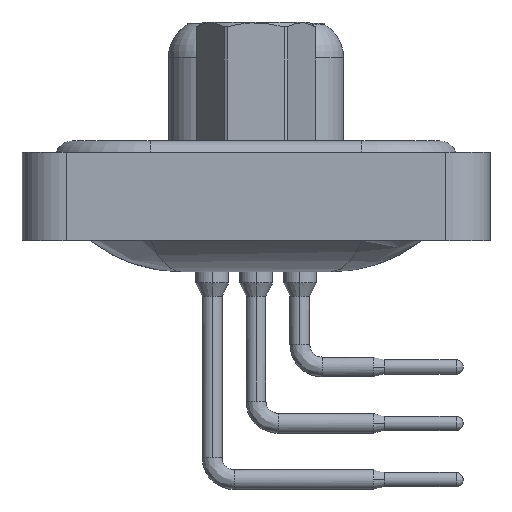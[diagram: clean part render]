
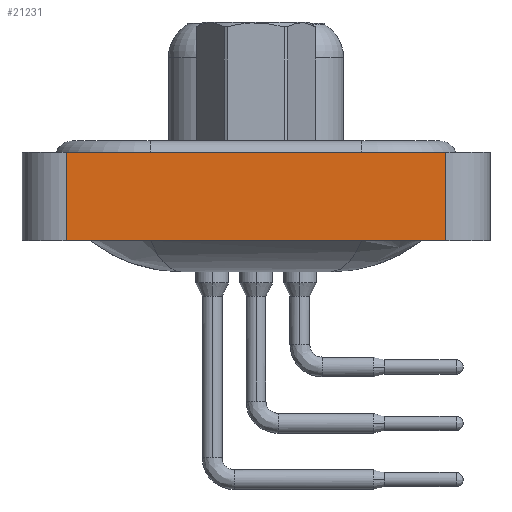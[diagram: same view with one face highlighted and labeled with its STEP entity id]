
A CAD part, left-side view. The second image highlights one B-rep face of the part: STEP entity #21231.
In plain terms, the highlighted planar face has unit normal (-1, 0, 0).
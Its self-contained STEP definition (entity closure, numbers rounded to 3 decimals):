
#500 = ORIENTED_EDGE ( 'NONE', *, *, #11174, .T. ) ;
#1585 = DIRECTION ( 'NONE',  ( 0., -1., 0. ) ) ;
#1716 = LINE ( 'NONE', #15699, #22331 ) ;
#1828 = PLANE ( 'NONE',  #8746 ) ;
#2210 = EDGE_CURVE ( 'NONE', #13530, #6168, #11355, .T. ) ;
#2291 = VERTEX_POINT ( 'NONE', #13179 ) ;
#3307 = EDGE_LOOP ( 'NONE', ( #500, #18697, #6187, #23565 ) ) ;
#3818 = DIRECTION ( 'NONE',  ( 0., 0., 1. ) ) ;
#5849 = CARTESIAN_POINT ( 'NONE',  ( -7.26, 8.55, -3.6 ) ) ;
#6168 = VERTEX_POINT ( 'NONE', #22527 ) ;
#6187 = ORIENTED_EDGE ( 'NONE', *, *, #11783, .F. ) ;
#7315 = DIRECTION ( 'NONE',  ( 0., -1., 0. ) ) ;
#7728 = CARTESIAN_POINT ( 'NONE',  ( -7.26, -8.55, -3.6 ) ) ;
#8228 = LINE ( 'NONE', #5849, #24185 ) ;
#8729 = VECTOR ( 'NONE', #7315, 1000. ) ;
#8746 = AXIS2_PLACEMENT_3D ( 'NONE', #7728, #15788, #3818 ) ;
#11174 = EDGE_CURVE ( 'NONE', #22949, #6168, #1716, .T. ) ;
#11355 = LINE ( 'NONE', #13518, #11986 ) ;
#11783 = EDGE_CURVE ( 'NONE', #2291, #13530, #8228, .T. ) ;
#11986 = VECTOR ( 'NONE', #1585, 1000. ) ;
#12044 = CARTESIAN_POINT ( 'NONE',  ( -7.26, 8.55, 0.4 ) ) ;
#13179 = CARTESIAN_POINT ( 'NONE',  ( -7.26, 8.55, -3.6 ) ) ;
#13518 = CARTESIAN_POINT ( 'NONE',  ( -7.26, -8.55, 0.4 ) ) ;
#13530 = VERTEX_POINT ( 'NONE', #12044 ) ;
#14690 = LINE ( 'NONE', #19296, #8729 ) ;
#15699 = CARTESIAN_POINT ( 'NONE',  ( -7.26, -8.55, -3.6 ) ) ;
#15788 = DIRECTION ( 'NONE',  ( -1., 0., 0. ) ) ;
#17688 = DIRECTION ( 'NONE',  ( 0., 0., 1. ) ) ;
#17803 = DIRECTION ( 'NONE',  ( 0., 0., 1. ) ) ;
#18697 = ORIENTED_EDGE ( 'NONE', *, *, #2210, .F. ) ;
#19296 = CARTESIAN_POINT ( 'NONE',  ( -7.26, -8.55, -3.6 ) ) ;
#21231 = ADVANCED_FACE ( 'NONE', ( #24456 ), #1828, .T. ) ;
#22331 = VECTOR ( 'NONE', #17688, 1000. ) ;
#22527 = CARTESIAN_POINT ( 'NONE',  ( -7.26, -8.55, 0.4 ) ) ;
#22872 = EDGE_CURVE ( 'NONE', #2291, #22949, #14690, .T. ) ;
#22949 = VERTEX_POINT ( 'NONE', #25538 ) ;
#23565 = ORIENTED_EDGE ( 'NONE', *, *, #22872, .T. ) ;
#24185 = VECTOR ( 'NONE', #17803, 1000. ) ;
#24456 = FACE_OUTER_BOUND ( 'NONE', #3307, .T. ) ;
#25538 = CARTESIAN_POINT ( 'NONE',  ( -7.26, -8.55, -3.6 ) ) ;
